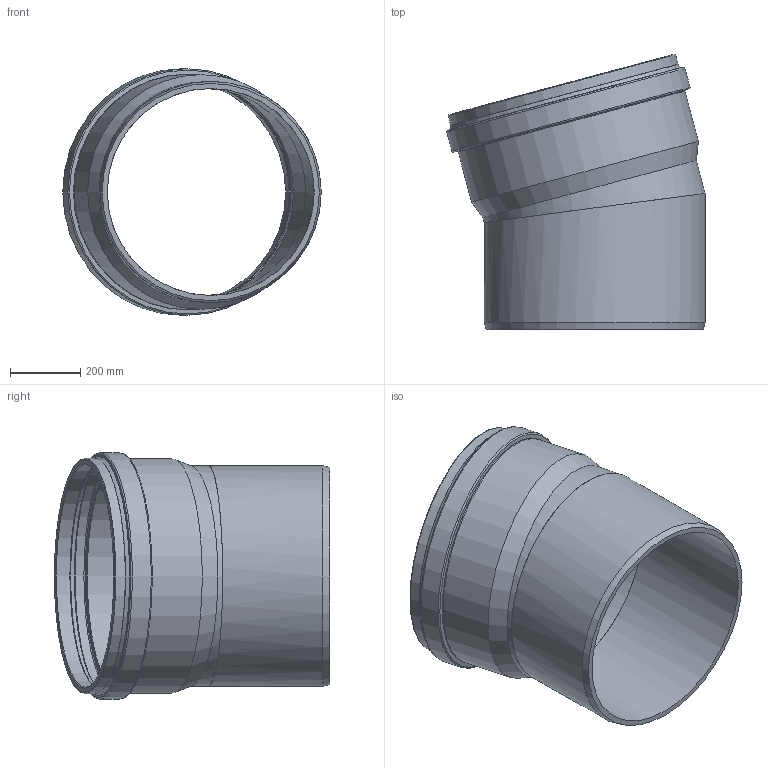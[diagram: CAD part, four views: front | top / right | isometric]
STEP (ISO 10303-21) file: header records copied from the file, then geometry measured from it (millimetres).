
FILE_DESCRIPTION(/* description */ (''),/* implementation_level */ '2;1');
FILE_NAME(/* name */ 'KGB DN630x15° KG2000 - Zusammenbau.stp',/* time_stamp */ '2023-05-23T12:00:51+02:00',/* author */ ('LWM'),/* organization */ (''),/* preprocessor_version */ 'ST-DEVELOPER v18.1',/* originating_system */ 'Autodesk Inventor 2021',/* authorisation */ '');
FILE_SCHEMA (('AUTOMOTIVE_DESIGN { 1 0 10303 214 3 1 1 }'));
Length unit declared in the file: millimetre
Products named in the file (3): KGB DN630x15° KG2000 - Zusammenbau; KGB DN630x15° KG2000 - Teil 1; KGB DN630x15° KG2000 - Teil 2
Assembly tree (2 placements, depth 2):
  KGB DN630x15° KG2000 - Zusammenbau
    KGB DN630x15° KG2000 - Teil 1
    KGB DN630x15° KG2000 - Teil 2
Bounding box: 736.95 x 785 x 703 mm (x, y, z)
Volume: 27457630.3 mm3; surface area: 3058282.2 mm2
Topology: 2 solids, 2 shells, 38 faces, 132 edges, 98 vertices
Faces by surface type: torus 14, cylinder 10, cone 10, plane 4
Full cylindrical faces by diameter (mm): 590.2 x2, 630 x2, 634.5 x1, 636.5 x1, 668 x1, 669.3 x1, 671.3 x1, 703 x1
Entity records: 1661 total; most frequent: DIRECTION 330, CARTESIAN_POINT 273, ORIENTED_EDGE 264, AXIS2_PLACEMENT_3D 155, EDGE_CURVE 132, CIRCLE 108, VERTEX_POINT 98, EDGE_LOOP 42
